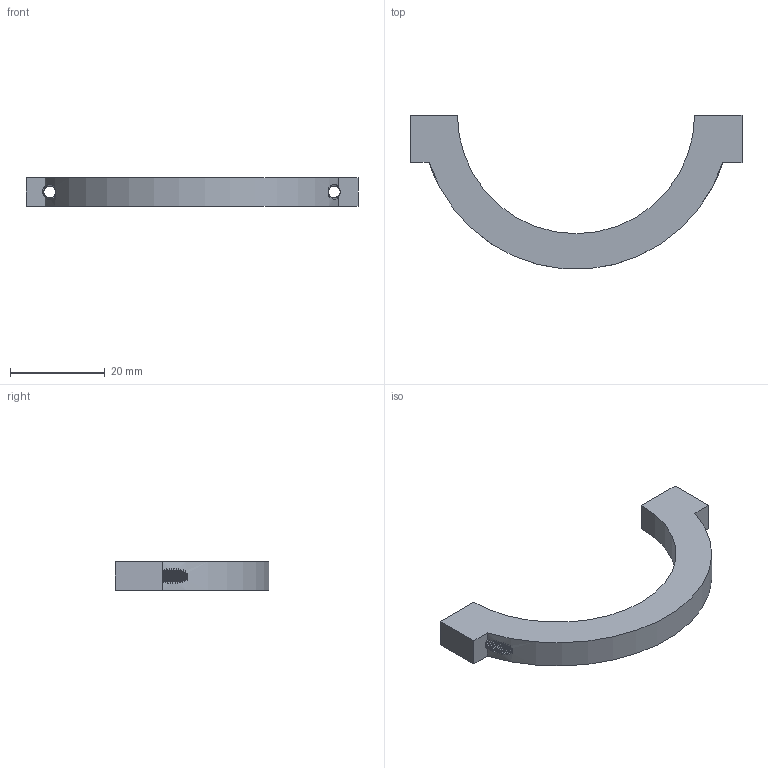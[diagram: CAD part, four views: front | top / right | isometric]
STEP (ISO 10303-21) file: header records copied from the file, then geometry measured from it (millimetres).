
FILE_DESCRIPTION(/* description */ (''),/* implementation_level */ '2;1');
FILE_NAME(/* name */ 'Bride suprieur arrire ALU V0 X2.step',/* time_stamp */ '2024-02-25T22:42:03+01:00',/* author */ (''),/* organization */ (''),/* preprocessor_version */ 'ST-DEVELOPER v20',/* originating_system */ 'Autodesk Translation Framework v12.20.1.177',/* authorisation */ '');
FILE_SCHEMA (('AUTOMOTIVE_DESIGN { 1 0 10303 214 3 1 1 }'));
Length unit declared in the file: millimetre
Products named in the file (1): Bride supérieur arrière
Bounding box: 70 x 32.37 x 6 mm (x, y, z)
Volume: 4279.6 mm3; surface area: 3042.1 mm2
Topology: 1 solids, 1 shells, 181 faces, 543 edges, 362 vertices
Faces by surface type: cylinder 127, bspline 44, plane 10
Full cylindrical faces by diameter (mm): 2.529 x15, 3.086 x23
Entity records: 12963 total; most frequent: CARTESIAN_POINT 9003, ORIENTED_EDGE 1086, EDGE_CURVE 543, B_SPLINE_CURVE_WITH_KNOTS 428, DIRECTION 401, VERTEX_POINT 362, EDGE_LOOP 183, FACE_OUTER_BOUND 181
